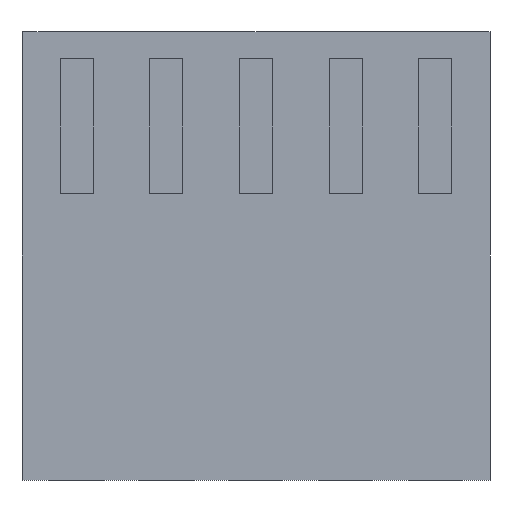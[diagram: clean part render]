
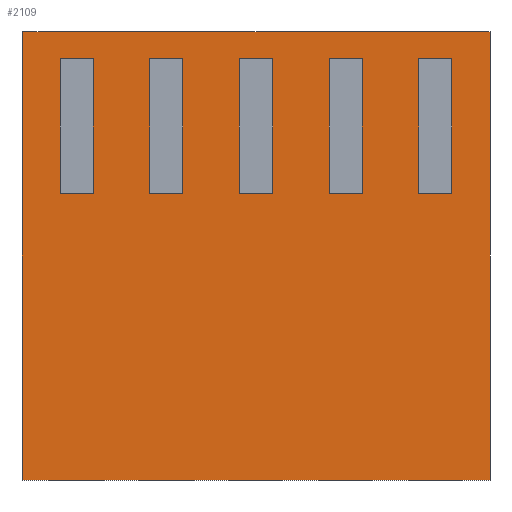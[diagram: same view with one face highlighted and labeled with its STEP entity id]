
A CAD part, front view. The second image highlights one B-rep face of the part: STEP entity #2109.
In plain terms, the highlighted planar face has unit normal (0, -1, 0).
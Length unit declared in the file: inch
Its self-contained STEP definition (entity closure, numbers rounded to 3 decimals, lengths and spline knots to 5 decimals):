
#105=DIRECTION('',(-1.,0.,0.));
#106=VECTOR('',#105,0.522);
#107=CARTESIAN_POINT('',(0.261,0.,0.));
#108=LINE('',#107,#106);
#233=DIRECTION('',(-1.,0.,0.));
#234=VECTOR('',#233,0.522);
#235=CARTESIAN_POINT('',(0.261,0.,-0.5));
#236=LINE('',#235,#234);
#409=DIRECTION('',(0.,0.,-1.));
#410=VECTOR('',#409,0.5);
#411=CARTESIAN_POINT('',(0.261,0.,0.));
#412=LINE('',#411,#410);
#413=DIRECTION('',(0.,0.,-1.));
#414=VECTOR('',#413,0.15);
#415=CARTESIAN_POINT('',(-0.2185,0.,-0.03));
#416=LINE('',#415,#414);
#417=DIRECTION('',(1.,0.,0.));
#418=VECTOR('',#417,0.037);
#419=CARTESIAN_POINT('',(-0.2185,0.,-0.18));
#420=LINE('',#419,#418);
#421=DIRECTION('',(0.,0.,1.));
#422=VECTOR('',#421,0.15);
#423=CARTESIAN_POINT('',(-0.1815,0.,-0.18));
#424=LINE('',#423,#422);
#425=DIRECTION('',(-1.,0.,0.));
#426=VECTOR('',#425,0.037);
#427=CARTESIAN_POINT('',(-0.1815,0.,-0.03));
#428=LINE('',#427,#426);
#429=DIRECTION('',(0.,0.,-1.));
#430=VECTOR('',#429,0.15);
#431=CARTESIAN_POINT('',(-0.1185,0.,-0.03));
#432=LINE('',#431,#430);
#433=DIRECTION('',(1.,0.,0.));
#434=VECTOR('',#433,0.037);
#435=CARTESIAN_POINT('',(-0.1185,0.,-0.18));
#436=LINE('',#435,#434);
#437=DIRECTION('',(0.,0.,1.));
#438=VECTOR('',#437,0.15);
#439=CARTESIAN_POINT('',(-0.0815,0.,-0.18));
#440=LINE('',#439,#438);
#441=DIRECTION('',(-1.,0.,0.));
#442=VECTOR('',#441,0.037);
#443=CARTESIAN_POINT('',(-0.0815,0.,-0.03));
#444=LINE('',#443,#442);
#445=DIRECTION('',(0.,0.,-1.));
#446=VECTOR('',#445,0.15);
#447=CARTESIAN_POINT('',(-0.0185,0.,-0.03));
#448=LINE('',#447,#446);
#449=DIRECTION('',(1.,0.,0.));
#450=VECTOR('',#449,0.037);
#451=CARTESIAN_POINT('',(-0.0185,0.,-0.18));
#452=LINE('',#451,#450);
#453=DIRECTION('',(0.,0.,1.));
#454=VECTOR('',#453,0.15);
#455=CARTESIAN_POINT('',(0.0185,0.,-0.18));
#456=LINE('',#455,#454);
#457=DIRECTION('',(-1.,0.,0.));
#458=VECTOR('',#457,0.037);
#459=CARTESIAN_POINT('',(0.0185,0.,-0.03));
#460=LINE('',#459,#458);
#461=DIRECTION('',(0.,0.,-1.));
#462=VECTOR('',#461,0.15);
#463=CARTESIAN_POINT('',(0.0815,0.,-0.03));
#464=LINE('',#463,#462);
#465=DIRECTION('',(1.,0.,0.));
#466=VECTOR('',#465,0.037);
#467=CARTESIAN_POINT('',(0.0815,0.,-0.18));
#468=LINE('',#467,#466);
#469=DIRECTION('',(0.,0.,1.));
#470=VECTOR('',#469,0.15);
#471=CARTESIAN_POINT('',(0.1185,0.,-0.18));
#472=LINE('',#471,#470);
#473=DIRECTION('',(-1.,0.,0.));
#474=VECTOR('',#473,0.037);
#475=CARTESIAN_POINT('',(0.1185,0.,-0.03));
#476=LINE('',#475,#474);
#477=DIRECTION('',(0.,0.,-1.));
#478=VECTOR('',#477,0.15);
#479=CARTESIAN_POINT('',(0.1815,0.,-0.03));
#480=LINE('',#479,#478);
#481=DIRECTION('',(1.,0.,0.));
#482=VECTOR('',#481,0.037);
#483=CARTESIAN_POINT('',(0.1815,0.,-0.18));
#484=LINE('',#483,#482);
#485=DIRECTION('',(0.,0.,1.));
#486=VECTOR('',#485,0.15);
#487=CARTESIAN_POINT('',(0.2185,0.,-0.18));
#488=LINE('',#487,#486);
#489=DIRECTION('',(-1.,0.,0.));
#490=VECTOR('',#489,0.037);
#491=CARTESIAN_POINT('',(0.2185,0.,-0.03));
#492=LINE('',#491,#490);
#565=DIRECTION('',(0.,0.,-1.));
#566=VECTOR('',#565,0.5);
#567=CARTESIAN_POINT('',(-0.261,0.,0.));
#568=LINE('',#567,#566);
#1265=CARTESIAN_POINT('',(0.261,0.,0.));
#1266=CARTESIAN_POINT('',(-0.261,0.,0.));
#1267=VERTEX_POINT('',#1265);
#1268=VERTEX_POINT('',#1266);
#1273=CARTESIAN_POINT('',(0.261,0.,-0.5));
#1274=CARTESIAN_POINT('',(-0.261,0.,-0.5));
#1275=VERTEX_POINT('',#1273);
#1276=VERTEX_POINT('',#1274);
#1341=CARTESIAN_POINT('',(-0.2185,0.,-0.03));
#1342=CARTESIAN_POINT('',(-0.2185,0.,-0.18));
#1343=VERTEX_POINT('',#1341);
#1344=VERTEX_POINT('',#1342);
#1345=CARTESIAN_POINT('',(-0.1815,0.,-0.18));
#1346=VERTEX_POINT('',#1345);
#1347=CARTESIAN_POINT('',(-0.1815,0.,-0.03));
#1348=VERTEX_POINT('',#1347);
#1617=CARTESIAN_POINT('',(-0.1185,0.,-0.03));
#1618=CARTESIAN_POINT('',(-0.1185,0.,-0.18));
#1619=VERTEX_POINT('',#1617);
#1620=VERTEX_POINT('',#1618);
#1621=CARTESIAN_POINT('',(-0.0815,0.,-0.18));
#1622=VERTEX_POINT('',#1621);
#1623=CARTESIAN_POINT('',(-0.0815,0.,-0.03));
#1624=VERTEX_POINT('',#1623);
#1633=CARTESIAN_POINT('',(-0.0185,0.,-0.03));
#1634=CARTESIAN_POINT('',(-0.0185,0.,-0.18));
#1635=VERTEX_POINT('',#1633);
#1636=VERTEX_POINT('',#1634);
#1637=CARTESIAN_POINT('',(0.0185,0.,-0.18));
#1638=VERTEX_POINT('',#1637);
#1639=CARTESIAN_POINT('',(0.0185,0.,-0.03));
#1640=VERTEX_POINT('',#1639);
#1649=CARTESIAN_POINT('',(0.0815,0.,-0.03));
#1650=CARTESIAN_POINT('',(0.0815,0.,-0.18));
#1651=VERTEX_POINT('',#1649);
#1652=VERTEX_POINT('',#1650);
#1653=CARTESIAN_POINT('',(0.1185,0.,-0.18));
#1654=VERTEX_POINT('',#1653);
#1655=CARTESIAN_POINT('',(0.1185,0.,-0.03));
#1656=VERTEX_POINT('',#1655);
#1665=CARTESIAN_POINT('',(0.1815,0.,-0.03));
#1666=CARTESIAN_POINT('',(0.1815,0.,-0.18));
#1667=VERTEX_POINT('',#1665);
#1668=VERTEX_POINT('',#1666);
#1669=CARTESIAN_POINT('',(0.2185,0.,-0.18));
#1670=VERTEX_POINT('',#1669);
#1671=CARTESIAN_POINT('',(0.2185,0.,-0.03));
#1672=VERTEX_POINT('',#1671);
#2046=CARTESIAN_POINT('',(0.261,0.,0.));
#2047=DIRECTION('',(0.,-1.,0.));
#2048=DIRECTION('',(-1.,0.,0.));
#2049=AXIS2_PLACEMENT_3D('',#2046,#2047,#2048);
#2050=PLANE('',#2049);
#2051=ORIENTED_EDGE('',*,*,#1690,.F.);
#2053=ORIENTED_EDGE('',*,*,#2052,.T.);
#2054=ORIENTED_EDGE('',*,*,#1950,.T.);
#2056=ORIENTED_EDGE('',*,*,#2055,.F.);
#2057=EDGE_LOOP('',(#2051,#2053,#2054,#2056));
#2058=FACE_OUTER_BOUND('',#2057,.F.);
#2060=ORIENTED_EDGE('',*,*,#2059,.T.);
#2062=ORIENTED_EDGE('',*,*,#2061,.T.);
#2064=ORIENTED_EDGE('',*,*,#2063,.T.);
#2066=ORIENTED_EDGE('',*,*,#2065,.T.);
#2067=EDGE_LOOP('',(#2060,#2062,#2064,#2066));
#2068=FACE_BOUND('',#2067,.F.);
#2070=ORIENTED_EDGE('',*,*,#2069,.T.);
#2072=ORIENTED_EDGE('',*,*,#2071,.T.);
#2074=ORIENTED_EDGE('',*,*,#2073,.T.);
#2076=ORIENTED_EDGE('',*,*,#2075,.T.);
#2077=EDGE_LOOP('',(#2070,#2072,#2074,#2076));
#2078=FACE_BOUND('',#2077,.F.);
#2080=ORIENTED_EDGE('',*,*,#2079,.T.);
#2082=ORIENTED_EDGE('',*,*,#2081,.T.);
#2084=ORIENTED_EDGE('',*,*,#2083,.T.);
#2086=ORIENTED_EDGE('',*,*,#2085,.T.);
#2087=EDGE_LOOP('',(#2080,#2082,#2084,#2086));
#2088=FACE_BOUND('',#2087,.F.);
#2090=ORIENTED_EDGE('',*,*,#2089,.T.);
#2092=ORIENTED_EDGE('',*,*,#2091,.T.);
#2094=ORIENTED_EDGE('',*,*,#2093,.T.);
#2096=ORIENTED_EDGE('',*,*,#2095,.T.);
#2097=EDGE_LOOP('',(#2090,#2092,#2094,#2096));
#2098=FACE_BOUND('',#2097,.F.);
#2100=ORIENTED_EDGE('',*,*,#2099,.T.);
#2102=ORIENTED_EDGE('',*,*,#2101,.T.);
#2104=ORIENTED_EDGE('',*,*,#2103,.T.);
#2106=ORIENTED_EDGE('',*,*,#2105,.T.);
#2107=EDGE_LOOP('',(#2100,#2102,#2104,#2106));
#2108=FACE_BOUND('',#2107,.F.);
#2109=ADVANCED_FACE('',(#2058,#2068,#2078,#2088,#2098,#2108),#2050,.T.);
#1690=EDGE_CURVE('',#1267,#1268,#108,.T.);
#1950=EDGE_CURVE('',#1275,#1276,#236,.T.);
#2052=EDGE_CURVE('',#1267,#1275,#412,.T.);
#2055=EDGE_CURVE('',#1268,#1276,#568,.T.);
#2059=EDGE_CURVE('',#1343,#1344,#416,.T.);
#2061=EDGE_CURVE('',#1344,#1346,#420,.T.);
#2063=EDGE_CURVE('',#1346,#1348,#424,.T.);
#2065=EDGE_CURVE('',#1348,#1343,#428,.T.);
#2069=EDGE_CURVE('',#1619,#1620,#432,.T.);
#2071=EDGE_CURVE('',#1620,#1622,#436,.T.);
#2073=EDGE_CURVE('',#1622,#1624,#440,.T.);
#2075=EDGE_CURVE('',#1624,#1619,#444,.T.);
#2079=EDGE_CURVE('',#1635,#1636,#448,.T.);
#2081=EDGE_CURVE('',#1636,#1638,#452,.T.);
#2083=EDGE_CURVE('',#1638,#1640,#456,.T.);
#2085=EDGE_CURVE('',#1640,#1635,#460,.T.);
#2089=EDGE_CURVE('',#1651,#1652,#464,.T.);
#2091=EDGE_CURVE('',#1652,#1654,#468,.T.);
#2093=EDGE_CURVE('',#1654,#1656,#472,.T.);
#2095=EDGE_CURVE('',#1656,#1651,#476,.T.);
#2099=EDGE_CURVE('',#1667,#1668,#480,.T.);
#2101=EDGE_CURVE('',#1668,#1670,#484,.T.);
#2103=EDGE_CURVE('',#1670,#1672,#488,.T.);
#2105=EDGE_CURVE('',#1672,#1667,#492,.T.);
